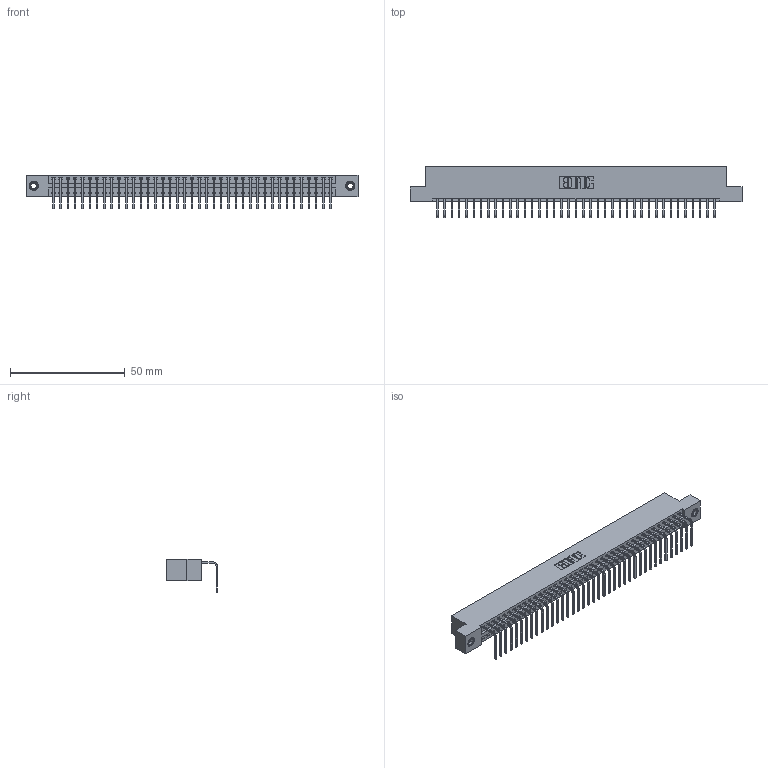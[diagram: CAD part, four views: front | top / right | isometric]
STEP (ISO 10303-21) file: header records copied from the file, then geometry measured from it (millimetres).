
FILE_DESCRIPTION (( 'STEP AP203' ), '1' );
FILE_NAME ('346-039-558-107.STEP', '2018-08-24T07:46:01', ( '' ), ( '' ), 'SwSTEP 2.0', 'SolidWorks 2016', '' );
FILE_SCHEMA (( 'CONFIG_CONTROL_DESIGN' ));
Length unit declared in the file: inch
Products named in the file (4): 346 Part_Flush Mounting Lugs - 0.156 Dia-TI; 345-292-001_558 Tail - 2; 345-250-001_345-250-005-103; 346-039-558-107
Assembly tree (42 placements, depth 2):
  346-039-558-107
    346 Part_Flush Mounting Lugs - 0.156 Dia-TI
    345-292-001_558 Tail - 2  x39
    345-250-001_345-250-005-103  x2
Bounding box: 144.4 x 22.16 x 14.73 mm (x, y, z)
Volume: 13917.9 mm3; surface area: 18173.1 mm2
Topology: 42 solids, 42 shells, 2522 faces, 7563 edges, 4982 vertices
Faces by surface type: plane 1746, cylinder 760, cone 12, torus 4
Entity records: 25878 total; most frequent: CARTESIAN_POINT 4420, ORIENTED_EDGE 4386, DIRECTION 3929, EDGE_CURVE 2193, LINE 1885, VECTOR 1885, VERTEX_POINT 1456, AXIS2_PLACEMENT_3D 1022
